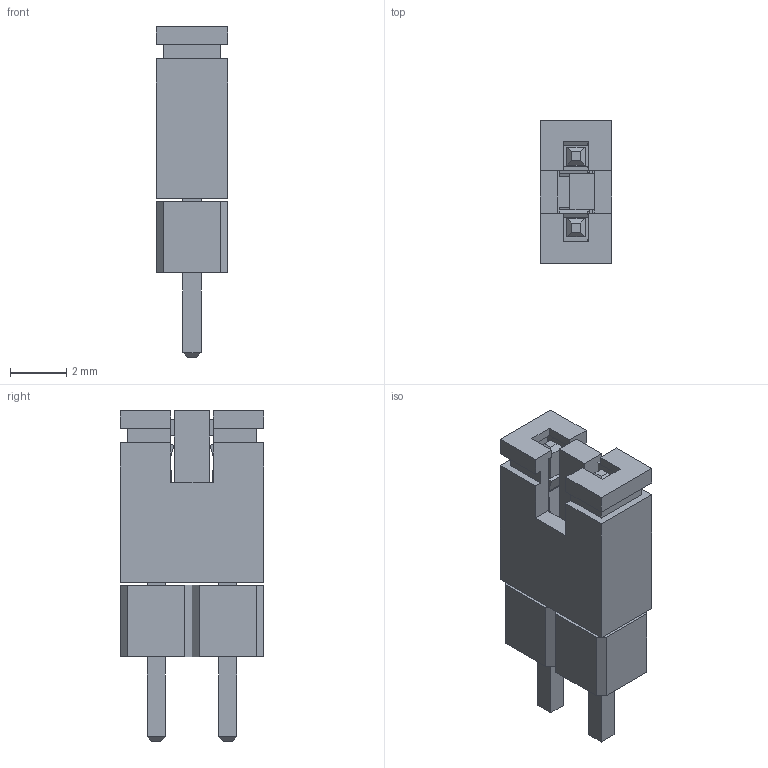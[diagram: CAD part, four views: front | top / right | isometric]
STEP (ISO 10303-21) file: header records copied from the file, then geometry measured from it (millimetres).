
FILE_DESCRIPTION(/* description */ (''),/* implementation_level */ '2;1');
FILE_NAME(/* name */ 'jumper_completo.stp',/* time_stamp */ '2019-03-13T14:50:54+01:00',/* author */ ('Thartarus'),/* organization */ (''),/* preprocessor_version */ 'ST-DEVELOPER v17',/* originating_system */ 'Autodesk Inventor 2019',/* authorisation */ '');
FILE_SCHEMA (('AUTOMOTIVE_DESIGN { 1 0 10303 214 3 1 1 }'));
Length unit declared in the file: inch
Products named in the file (3): jumper_completo; jumper; SNT-100-BK-T
Assembly tree (2 placements, depth 2):
  jumper_completo
    jumper
    SNT-100-BK-T
Bounding box: 2.54 x 5.08 x 11.74 mm (x, y, z)
Volume: 88.9 mm3; surface area: 356.4 mm2
Topology: 3 solids, 3 shells, 181 faces, 484 edges, 312 vertices
Faces by surface type: plane 165, cylinder 16
Entity records: 5706 total; most frequent: CARTESIAN_POINT 982, ORIENTED_EDGE 968, DIRECTION 888, EDGE_CURVE 484, LINE 452, VECTOR 452, VERTEX_POINT 312, AXIS2_PLACEMENT_3D 218
